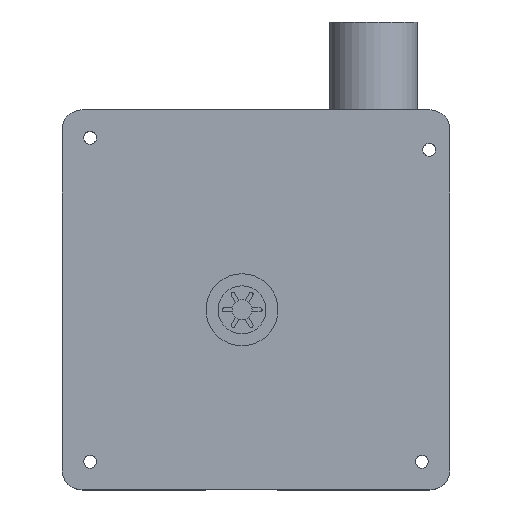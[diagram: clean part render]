
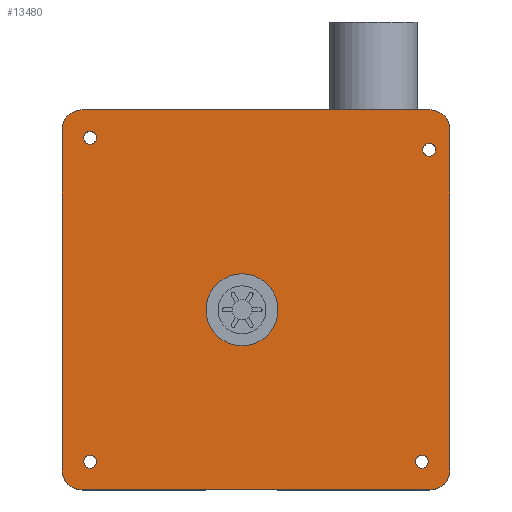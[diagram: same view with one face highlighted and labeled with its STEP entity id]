
A CAD part, top view. The second image highlights one B-rep face of the part: STEP entity #13480.
In plain terms, the highlighted planar face has unit normal (0, 0, 1).
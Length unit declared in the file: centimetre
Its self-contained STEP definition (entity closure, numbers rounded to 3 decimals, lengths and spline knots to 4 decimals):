
#607=FACE_BOUND($,#2524,.T.);
#608=FACE_BOUND($,#2525,.T.);
#609=FACE_BOUND($,#2526,.T.);
#610=FACE_BOUND($,#2527,.T.);
#611=FACE_BOUND($,#2528,.T.);
#1023=PLANE($,#14675);
#1719=FACE_OUTER_BOUND($,#2523,.T.);
#2523=EDGE_LOOP($,(#12376,#12377,#12378,#12379,#12380,#12381,#12382,#12383));
#2524=EDGE_LOOP($,(#12384));
#2525=EDGE_LOOP($,(#12385));
#2526=EDGE_LOOP($,(#12386));
#2527=EDGE_LOOP($,(#12387));
#2528=EDGE_LOOP($,(#12388));
#3657=LINE($,#33671,#4790);
#3660=LINE($,#33679,#4793);
#3663=LINE($,#33687,#4796);
#3667=LINE($,#33696,#4800);
#4790=VECTOR($,#18050,8.5);
#4793=VECTOR($,#18059,8.7);
#4796=VECTOR($,#18068,8.5);
#4800=VECTOR($,#18078,8.7);
#5308=CIRCLE($,#14653,0.16);
#5309=CIRCLE($,#14655,0.16);
#5310=CIRCLE($,#14657,0.16);
#5311=CIRCLE($,#14659,0.16);
#5312=CIRCLE($,#14662,0.5);
#5313=CIRCLE($,#14665,0.5);
#5314=CIRCLE($,#14668,0.5);
#5315=CIRCLE($,#14671,0.5);
#5317=CIRCLE($,#14676,0.9);
#6588=VERTEX_POINT($,#33656);
#6589=VERTEX_POINT($,#33659);
#6590=VERTEX_POINT($,#33662);
#6591=VERTEX_POINT($,#33665);
#6592=VERTEX_POINT($,#33668);
#6593=VERTEX_POINT($,#33670);
#6594=VERTEX_POINT($,#33674);
#6595=VERTEX_POINT($,#33678);
#6596=VERTEX_POINT($,#33682);
#6597=VERTEX_POINT($,#33686);
#6598=VERTEX_POINT($,#33690);
#6599=VERTEX_POINT($,#33694);
#6602=VERTEX_POINT($,#33723);
#8525=EDGE_CURVE($,#6588,#6588,#5308,.T.);
#8526=EDGE_CURVE($,#6589,#6589,#5309,.T.);
#8527=EDGE_CURVE($,#6590,#6590,#5310,.T.);
#8528=EDGE_CURVE($,#6591,#6591,#5311,.T.);
#8530=EDGE_CURVE($,#6592,#6593,#3657,.T.);
#8532=EDGE_CURVE($,#6593,#6594,#5312,.T.);
#8534=EDGE_CURVE($,#6595,#6594,#3660,.T.);
#8536=EDGE_CURVE($,#6595,#6596,#5313,.T.);
#8538=EDGE_CURVE($,#6597,#6596,#3663,.T.);
#8540=EDGE_CURVE($,#6597,#6598,#5314,.T.);
#8543=EDGE_CURVE($,#6598,#6599,#3667,.T.);
#8544=EDGE_CURVE($,#6599,#6592,#5315,.T.);
#8549=EDGE_CURVE($,#6602,#6602,#5317,.T.);
#12376=ORIENTED_EDGE($,*,*,#8544,.F.);
#12377=ORIENTED_EDGE($,*,*,#8543,.F.);
#12378=ORIENTED_EDGE($,*,*,#8540,.F.);
#12379=ORIENTED_EDGE($,*,*,#8538,.T.);
#12380=ORIENTED_EDGE($,*,*,#8536,.F.);
#12381=ORIENTED_EDGE($,*,*,#8534,.T.);
#12382=ORIENTED_EDGE($,*,*,#8532,.F.);
#12383=ORIENTED_EDGE($,*,*,#8530,.F.);
#12384=ORIENTED_EDGE($,*,*,#8528,.T.);
#12385=ORIENTED_EDGE($,*,*,#8527,.T.);
#12386=ORIENTED_EDGE($,*,*,#8526,.T.);
#12387=ORIENTED_EDGE($,*,*,#8525,.T.);
#12388=ORIENTED_EDGE($,*,*,#8549,.T.);
#13480=ADVANCED_FACE($,(#1719,#607,#608,#609,#610,#611),#1023,.T.);
#14653=AXIS2_PLACEMENT_3D($,#33657,#18033,#18034);
#14655=AXIS2_PLACEMENT_3D($,#33660,#18037,#18038);
#14657=AXIS2_PLACEMENT_3D($,#33663,#18041,#18042);
#14659=AXIS2_PLACEMENT_3D($,#33666,#18045,#18046);
#14662=AXIS2_PLACEMENT_3D($,#33675,#18054,#18055);
#14665=AXIS2_PLACEMENT_3D($,#33683,#18063,#18064);
#14668=AXIS2_PLACEMENT_3D($,#33691,#18072,#18073);
#14671=AXIS2_PLACEMENT_3D($,#33698,#18081,#18082);
#14675=AXIS2_PLACEMENT_3D($,#33722,#18091,#18092);
#14676=AXIS2_PLACEMENT_3D($,#33724,#18093,#18094);
#18033=DIRECTION('center_axis',(0.,0.,-1.));
#18034=DIRECTION('ref_axis',(1.,0.,0.));
#18037=DIRECTION('center_axis',(0.,0.,-1.));
#18038=DIRECTION('ref_axis',(1.,0.,0.));
#18041=DIRECTION('center_axis',(0.,0.,-1.));
#18042=DIRECTION('ref_axis',(1.,0.,0.));
#18045=DIRECTION('center_axis',(0.,0.,-1.));
#18046=DIRECTION('ref_axis',(1.,0.,0.));
#18050=DIRECTION($,(0.,-1.,0.));
#18054=DIRECTION('center_axis',(0.,0.,-1.));
#18055=DIRECTION('ref_axis',(0.707,-0.707,0.));
#18059=DIRECTION($,(1.,0.,0.));
#18063=DIRECTION('center_axis',(0.,0.,-1.));
#18064=DIRECTION('ref_axis',(-0.707,-0.707,0.));
#18068=DIRECTION($,(0.,-1.,0.));
#18072=DIRECTION('center_axis',(0.,0.,-1.));
#18073=DIRECTION('ref_axis',(-0.707,0.707,0.));
#18078=DIRECTION($,(1.,0.,0.));
#18081=DIRECTION('center_axis',(0.,0.,-1.));
#18082=DIRECTION('ref_axis',(0.707,0.707,0.));
#18091=DIRECTION('center_axis',(0.,0.,1.));
#18092=DIRECTION('ref_axis',(1.,0.,0.));
#18093=DIRECTION('center_axis',(0.,0.,-1.));
#18094=DIRECTION('ref_axis',(-1.,0.,0.));
#33656=CARTESIAN_POINT('',(-23.9659,13.7046,4.34));
#33657=CARTESIAN_POINT('Origin',(-23.8059,13.7046,4.34));
#33659=CARTESIAN_POINT('',(-23.9659,21.8046,4.34));
#33660=CARTESIAN_POINT('Origin',(-23.8059,21.8046,4.34));
#33662=CARTESIAN_POINT('',(-15.4859,21.5046,4.34));
#33663=CARTESIAN_POINT('Origin',(-15.3259,21.5046,4.34));
#33665=CARTESIAN_POINT('',(-15.6659,13.7046,4.34));
#33666=CARTESIAN_POINT('Origin',(-15.5059,13.7046,4.34));
#33668=CARTESIAN_POINT('',(-14.8059,22.0046,4.34));
#33670=CARTESIAN_POINT('',(-14.8059,13.5046,4.34));
#33671=CARTESIAN_POINT($,(-14.8059,15.3796,4.34));
#33674=CARTESIAN_POINT('',(-15.3059,13.0046,4.34));
#33675=CARTESIAN_POINT('Origin',(-15.3059,13.5046,4.34));
#33678=CARTESIAN_POINT('',(-24.0059,13.0046,4.34));
#33679=CARTESIAN_POINT($,(-22.1309,13.0046,4.34));
#33682=CARTESIAN_POINT('',(-24.5059,13.5046,4.34));
#33683=CARTESIAN_POINT('Origin',(-24.0059,13.5046,4.34));
#33686=CARTESIAN_POINT('',(-24.5059,22.0046,4.34));
#33687=CARTESIAN_POINT($,(-24.5059,20.1296,4.34));
#33690=CARTESIAN_POINT('',(-24.0059,22.5046,4.34));
#33691=CARTESIAN_POINT('Origin',(-24.0059,22.0046,4.34));
#33694=CARTESIAN_POINT('',(-15.3059,22.5046,4.34));
#33696=CARTESIAN_POINT($,(-15.0059,22.5046,4.34));
#33698=CARTESIAN_POINT('Origin',(-15.3059,22.0046,4.34));
#33722=CARTESIAN_POINT('Origin',(-19.7559,17.7546,4.34));
#33723=CARTESIAN_POINT('',(-19.1059,17.5046,4.34));
#33724=CARTESIAN_POINT('Origin',(-20.0059,17.5046,4.34));
